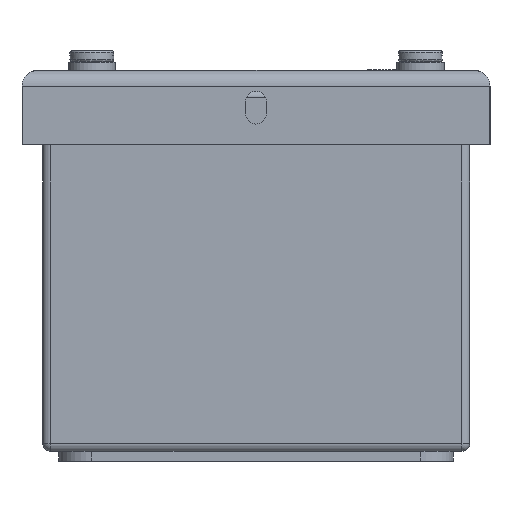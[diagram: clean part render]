
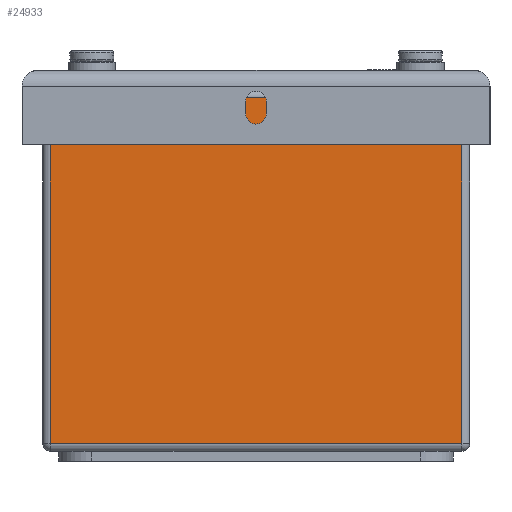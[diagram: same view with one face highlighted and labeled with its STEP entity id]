
A CAD part, left-side view. The second image highlights one B-rep face of the part: STEP entity #24933.
In plain terms, the highlighted planar face has unit normal (-1, 0, 0).
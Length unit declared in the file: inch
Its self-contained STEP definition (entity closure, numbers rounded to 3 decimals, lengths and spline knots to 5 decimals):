
#244 = CARTESIAN_POINT ( 'NONE',  ( 0., 0., 2.75 ) ) ;
#2901 = CARTESIAN_POINT ( 'NONE',  ( 0., 3.19, 2.75 ) ) ;
#3199 = DIRECTION ( 'NONE',  ( 0., 0., 1. ) ) ;
#4429 = DIRECTION ( 'NONE',  ( 0., 0., 1. ) ) ;
#6096 = CARTESIAN_POINT ( 'NONE',  ( 0., 3.19, 2.69 ) ) ;
#6121 = CARTESIAN_POINT ( 'NONE',  ( 0., 0.06, 2.69 ) ) ;
#6383 = VECTOR ( 'NONE', #12389, 39.37008 ) ;
#6875 = CARTESIAN_POINT ( 'NONE',  ( 0., 0., 2.69 ) ) ;
#7024 = EDGE_CURVE ( 'NONE', #9770, #22273, #25688, .T. ) ;
#7314 = EDGE_CURVE ( 'NONE', #23735, #9770, #14840, .T. ) ;
#7316 = ORIENTED_EDGE ( 'NONE', *, *, #7314, .T. ) ;
#7976 = ORIENTED_EDGE ( 'NONE', *, *, #8612, .T. ) ;
#8612 = EDGE_CURVE ( 'NONE', #10782, #23735, #8898, .T. ) ;
#8898 = LINE ( 'NONE', #6875, #19293 ) ;
#9720 = DIRECTION ( 'NONE',  ( -1., 0., 0. ) ) ;
#9770 = VERTEX_POINT ( 'NONE', #23565 ) ;
#10782 = VERTEX_POINT ( 'NONE', #6121 ) ;
#12389 = DIRECTION ( 'NONE',  ( 0., 0., -1. ) ) ;
#13013 = ORIENTED_EDGE ( 'NONE', *, *, #7024, .T. ) ;
#13637 = ORIENTED_EDGE ( 'NONE', *, *, #19793, .T. ) ;
#13837 = AXIS2_PLACEMENT_3D ( 'NONE', #244, #9720, #3199 ) ;
#14235 = CARTESIAN_POINT ( 'NONE',  ( 0., 0.06, 0.06 ) ) ;
#14840 = LINE ( 'NONE', #2901, #6383 ) ;
#18351 = DIRECTION ( 'NONE',  ( 0., 1., 0. ) ) ;
#18989 = VECTOR ( 'NONE', #4429, 39.37008 ) ;
#19293 = VECTOR ( 'NONE', #18351, 39.37008 ) ;
#19793 = EDGE_CURVE ( 'NONE', #22273, #10782, #25681, .T. ) ;
#22273 = VERTEX_POINT ( 'NONE', #14235 ) ;
#23565 = CARTESIAN_POINT ( 'NONE',  ( 0., 3.19, 0.06 ) ) ;
#23735 = VERTEX_POINT ( 'NONE', #6096 ) ;
#24933 = ADVANCED_FACE ( 'NONE', ( #29282 ), #26298, .T. ) ;
#25547 = CARTESIAN_POINT ( 'NONE',  ( 0., 0., 0.06 ) ) ;
#25681 = LINE ( 'NONE', #30532, #18989 ) ;
#25688 = LINE ( 'NONE', #25547, #26515 ) ;
#26298 = PLANE ( 'NONE',  #13837 ) ;
#26515 = VECTOR ( 'NONE', #27727, 39.37008 ) ;
#27727 = DIRECTION ( 'NONE',  ( 0., -1., 0. ) ) ;
#27869 = EDGE_LOOP ( 'NONE', ( #7316, #13013, #13637, #7976 ) ) ;
#29282 = FACE_OUTER_BOUND ( 'NONE', #27869, .T. ) ;
#30532 = CARTESIAN_POINT ( 'NONE',  ( 0., 0.06, 2.75 ) ) ;
